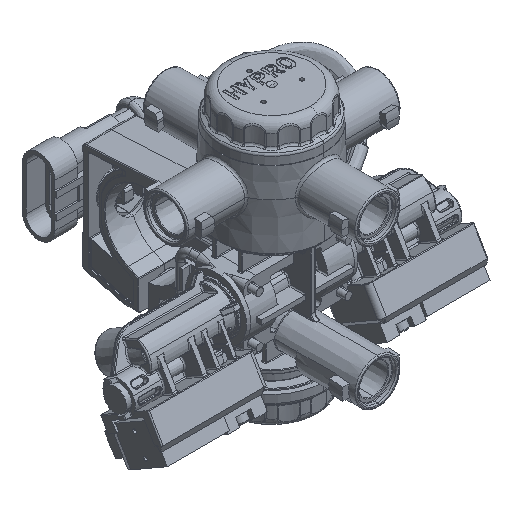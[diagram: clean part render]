
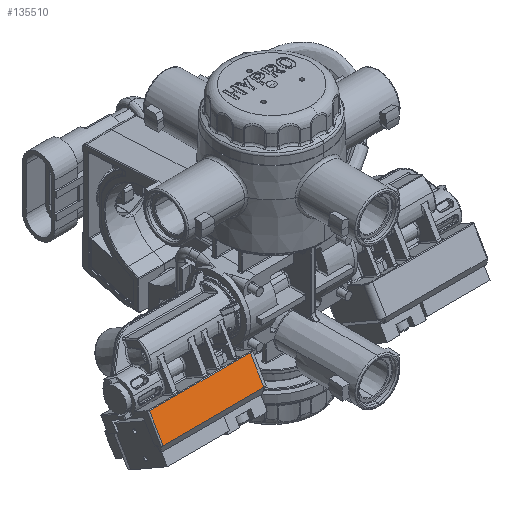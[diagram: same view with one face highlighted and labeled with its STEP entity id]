
A CAD part, isometric view. The second image highlights one B-rep face of the part: STEP entity #135510.
In plain terms, the highlighted planar face has unit normal (0, -0.866, 0.5).
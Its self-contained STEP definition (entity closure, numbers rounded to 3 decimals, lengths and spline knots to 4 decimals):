
#10022 = VECTOR ( 'NONE', #145808, 39.3701 ) ;
#14445 = VERTEX_POINT ( 'NONE', #87278 ) ;
#14614 = DIRECTION ( 'NONE',  ( 0., -0.5, -0.866 ) ) ;
#18795 = DIRECTION ( 'NONE',  ( 1., 0., 0. ) ) ;
#18982 = CARTESIAN_POINT ( 'NONE',  ( -1.0019, -0.913, -0.6837 ) ) ;
#19400 = LINE ( 'NONE', #76478, #46632 ) ;
#20520 = VERTEX_POINT ( 'NONE', #51175 ) ;
#27239 = VECTOR ( 'NONE', #117033, 39.3701 ) ;
#28445 = CARTESIAN_POINT ( 'NONE',  ( -2.6555, -0.6521, -0.2318 ) ) ;
#34694 = FACE_OUTER_BOUND ( 'NONE', #104616, .T. ) ;
#36190 = EDGE_CURVE ( 'NONE', #112184, #14445, #130169, .T. ) ;
#42831 = EDGE_CURVE ( 'NONE', #20520, #112184, #132945, .T. ) ;
#46632 = VECTOR ( 'NONE', #18795, 39.3701 ) ;
#48124 = PLANE ( 'NONE',  #103146 ) ;
#51175 = CARTESIAN_POINT ( 'NONE',  ( -1.0019, -0.6521, -0.2318 ) ) ;
#51942 = EDGE_CURVE ( 'NONE', #14445, #76071, #145042, .T. ) ;
#58065 = EDGE_CURVE ( 'NONE', #76071, #20520, #19400, .T. ) ;
#60718 = CARTESIAN_POINT ( 'NONE',  ( -0.5098, -0.3716, 0.2539 ) ) ;
#64695 = ORIENTED_EDGE ( 'NONE', *, *, #36190, .F. ) ;
#74112 = DIRECTION ( 'NONE',  ( 0., 0.5, 0.866 ) ) ;
#76071 = VERTEX_POINT ( 'NONE', #28445 ) ;
#76478 = CARTESIAN_POINT ( 'NONE',  ( -1.0019, -0.6521, -0.2318 ) ) ;
#83607 = VECTOR ( 'NONE', #74112, 39.3701 ) ;
#83879 = DIRECTION ( 'NONE',  ( 0., -0.866, 0.5 ) ) ;
#85659 = CARTESIAN_POINT ( 'NONE',  ( -2.6555, -0.3716, 0.2539 ) ) ;
#87278 = CARTESIAN_POINT ( 'NONE',  ( -2.6555, -0.8736, -0.6155 ) ) ;
#103146 = AXIS2_PLACEMENT_3D ( 'NONE', #60718, #83879, #14614 ) ;
#104616 = EDGE_LOOP ( 'NONE', ( #138112, #64695, #128352, #112321 ) ) ;
#104919 = CARTESIAN_POINT ( 'NONE',  ( -0.5098, -0.8736, -0.6155 ) ) ;
#112184 = VERTEX_POINT ( 'NONE', #125420 ) ;
#112321 = ORIENTED_EDGE ( 'NONE', *, *, #58065, .F. ) ;
#117033 = DIRECTION ( 'NONE',  ( -1., 0., 0. ) ) ;
#125420 = CARTESIAN_POINT ( 'NONE',  ( -1.0019, -0.8736, -0.6155 ) ) ;
#128352 = ORIENTED_EDGE ( 'NONE', *, *, #42831, .F. ) ;
#130169 = LINE ( 'NONE', #104919, #27239 ) ;
#132945 = LINE ( 'NONE', #18982, #10022 ) ;
#135510 = ADVANCED_FACE ( 'NONE', ( #34694 ), #48124, .T. ) ;
#138112 = ORIENTED_EDGE ( 'NONE', *, *, #51942, .F. ) ;
#145042 = LINE ( 'NONE', #85659, #83607 ) ;
#145808 = DIRECTION ( 'NONE',  ( 0., -0.5, -0.866 ) ) ;
